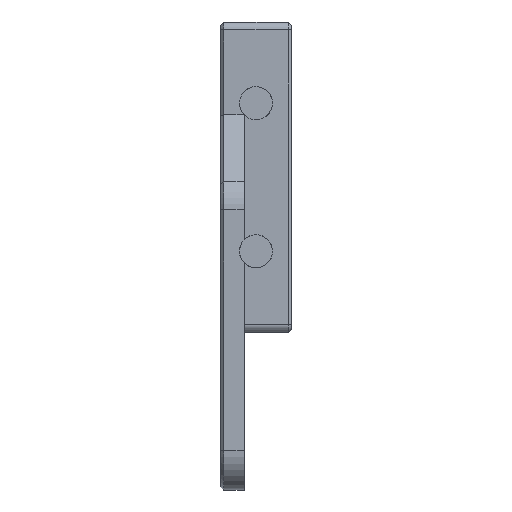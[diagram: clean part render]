
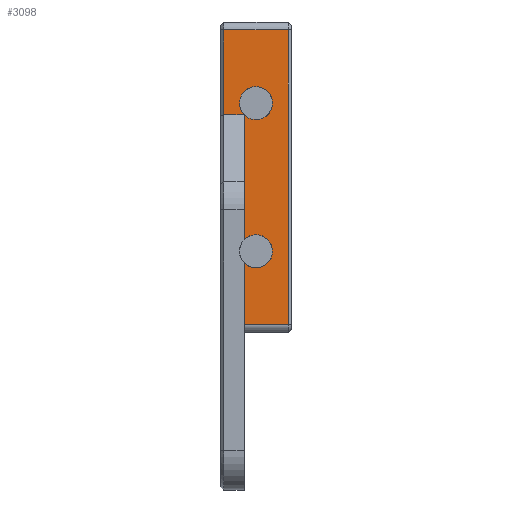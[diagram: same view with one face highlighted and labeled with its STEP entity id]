
A CAD part, left-side view. The second image highlights one B-rep face of the part: STEP entity #3098.
In plain terms, the highlighted planar face has unit normal (-1, 0, 0).
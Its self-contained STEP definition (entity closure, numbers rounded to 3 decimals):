
#188=LINE('',#4657,#464);
#191=LINE('',#4667,#467);
#203=LINE('',#4704,#479);
#208=LINE('',#4714,#484);
#209=LINE('',#4720,#485);
#210=LINE('',#4722,#486);
#211=LINE('',#4723,#487);
#464=VECTOR('',#3734,10.);
#467=VECTOR('',#3743,1000.);
#479=VECTOR('',#3779,10.);
#484=VECTOR('',#3792,10.);
#485=VECTOR('',#3799,1000.);
#486=VECTOR('',#3800,1000.);
#487=VECTOR('',#3801,1000.);
#762=FACE_OUTER_BOUND('',#949,.T.);
#949=EDGE_LOOP('',(#2118,#2119,#2120,#2121,#2122,#2123,#2124,#2125,#2126,
#2127));
#1142=CIRCLE('',#3345,2.1);
#1143=CIRCLE('',#3346,2.1);
#1144=CIRCLE('',#3347,2.1);
#1297=VERTEX_POINT('',#4654);
#1298=VERTEX_POINT('',#4656);
#1301=VERTEX_POINT('',#4664);
#1302=VERTEX_POINT('',#4666);
#1314=VERTEX_POINT('',#4702);
#1315=VERTEX_POINT('',#4703);
#1317=VERTEX_POINT('',#4715);
#1318=VERTEX_POINT('',#4719);
#1319=VERTEX_POINT('',#4721);
#1581=EDGE_CURVE('',#1298,#1297,#188,.T.);
#1586=EDGE_CURVE('',#1301,#1302,#191,.T.);
#1604=EDGE_CURVE('',#1314,#1315,#203,.T.);
#1610=EDGE_CURVE('',#1298,#1314,#208,.T.);
#1611=EDGE_CURVE('',#1317,#1298,#1142,.T.);
#1612=EDGE_CURVE('',#1298,#1317,#1143,.T.);
#1613=EDGE_CURVE('',#1297,#1302,#1144,.T.);
#1614=EDGE_CURVE('',#1301,#1318,#209,.T.);
#1615=EDGE_CURVE('',#1318,#1319,#210,.T.);
#1616=EDGE_CURVE('',#1315,#1319,#211,.T.);
#2118=ORIENTED_EDGE('',*,*,#1604,.F.);
#2119=ORIENTED_EDGE('',*,*,#1610,.F.);
#2120=ORIENTED_EDGE('',*,*,#1611,.F.);
#2121=ORIENTED_EDGE('',*,*,#1612,.F.);
#2122=ORIENTED_EDGE('',*,*,#1581,.T.);
#2123=ORIENTED_EDGE('',*,*,#1613,.T.);
#2124=ORIENTED_EDGE('',*,*,#1586,.F.);
#2125=ORIENTED_EDGE('',*,*,#1614,.T.);
#2126=ORIENTED_EDGE('',*,*,#1615,.T.);
#2127=ORIENTED_EDGE('',*,*,#1616,.F.);
#2822=PLANE('',#3344);
#3098=ADVANCED_FACE('',(#762),#2822,.F.);
#3344=AXIS2_PLACEMENT_3D('',#4713,#3790,#3791);
#3345=AXIS2_PLACEMENT_3D('',#4716,#3793,#3794);
#3346=AXIS2_PLACEMENT_3D('',#4717,#3795,#3796);
#3347=AXIS2_PLACEMENT_3D('',#4718,#3797,#3798);
#3734=DIRECTION('',(0.,0.,-1.));
#3743=DIRECTION('',(0.,0.,1.));
#3779=DIRECTION('',(0.,0.,1.));
#3790=DIRECTION('center_axis',(1.,0.,0.));
#3791=DIRECTION('ref_axis',(0.,1.,0.));
#3792=DIRECTION('',(0.,1.,0.));
#3793=DIRECTION('center_axis',(-1.,0.,0.));
#3794=DIRECTION('ref_axis',(0.,-1.,0.));
#3795=DIRECTION('center_axis',(-1.,0.,0.));
#3796=DIRECTION('ref_axis',(0.,-1.,0.));
#3797=DIRECTION('center_axis',(1.,0.,0.));
#3798=DIRECTION('ref_axis',(0.,-1.,0.));
#3799=DIRECTION('',(0.,-1.,0.));
#3800=DIRECTION('',(0.,0.,1.));
#3801=DIRECTION('',(0.,-1.,0.));
#4654=CARTESIAN_POINT('',(4.,22.5,-2.631));
#4656=CARTESIAN_POINT('',(4.,22.5,13.23));
#4657=CARTESIAN_POINT('',(4.,22.5,-6.05));
#4664=CARTESIAN_POINT('',(4.,22.5,-13.4));
#4666=CARTESIAN_POINT('',(4.,22.5,-5.57));
#4667=CARTESIAN_POINT('',(4.,22.5,-5.485));
#4702=CARTESIAN_POINT('',(4.,25.1,13.23));
#4703=CARTESIAN_POINT('',(4.,25.1,24.));
#4704=CARTESIAN_POINT('',(4.,25.1,5.3));
#4713=CARTESIAN_POINT('Origin',(4.,19.,-17.4));
#4714=CARTESIAN_POINT('',(4.,22.5,13.23));
#4715=CARTESIAN_POINT('',(4.,23.1,14.7));
#4716=CARTESIAN_POINT('Origin',(4.,21.,14.7));
#4717=CARTESIAN_POINT('Origin',(4.,21.,14.7));
#4718=CARTESIAN_POINT('Origin',(4.,21.,-4.1));
#4719=CARTESIAN_POINT('',(4.,16.9,-13.4));
#4720=CARTESIAN_POINT('',(4.,16.25,-13.4));
#4721=CARTESIAN_POINT('',(4.,16.9,24.));
#4722=CARTESIAN_POINT('',(4.,16.9,-17.4));
#4723=CARTESIAN_POINT('',(4.,16.25,24.));
